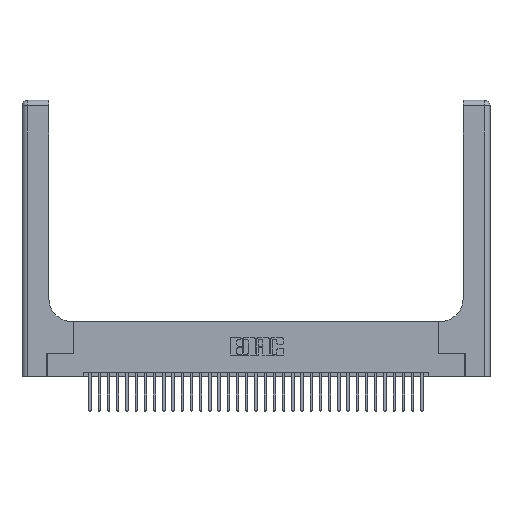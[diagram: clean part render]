
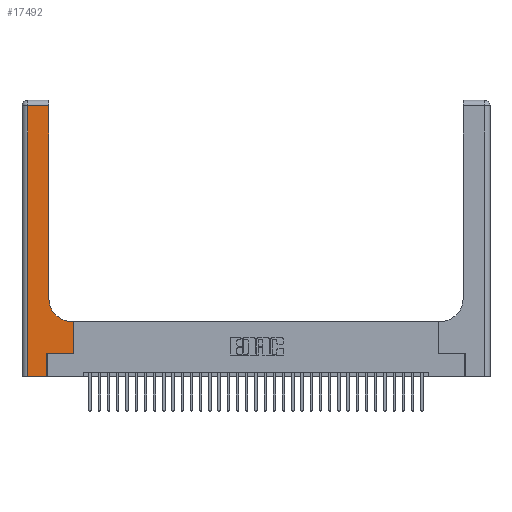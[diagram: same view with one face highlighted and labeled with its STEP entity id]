
A CAD part, top view. The second image highlights one B-rep face of the part: STEP entity #17492.
In plain terms, the highlighted planar face has unit normal (0, 0, 1).
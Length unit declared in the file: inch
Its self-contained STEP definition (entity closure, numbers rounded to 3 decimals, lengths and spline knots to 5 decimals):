
#1100 = EDGE_CURVE ( 'NONE', #18659, #25937, #11415, .T. ) ;
#2158 = VECTOR ( 'NONE', #19505, 39.37008 ) ;
#2409 = VECTOR ( 'NONE', #27079, 39.37008 ) ;
#2478 = LINE ( 'NONE', #29320, #22212 ) ;
#2678 = ORIENTED_EDGE ( 'NONE', *, *, #10554, .T. ) ;
#2697 = VERTEX_POINT ( 'NONE', #24319 ) ;
#2862 = LINE ( 'NONE', #4224, #30299 ) ;
#3698 = CARTESIAN_POINT ( 'NONE',  ( 0.269, 0.25, 0.37 ) ) ;
#3741 = VERTEX_POINT ( 'NONE', #4524 ) ;
#3898 = DIRECTION ( 'NONE',  ( 1., 0., 0. ) ) ;
#4224 = CARTESIAN_POINT ( 'NONE',  ( 0.2915, 3., 0.37 ) ) ;
#4434 = VECTOR ( 'NONE', #12030, 39.37008 ) ;
#4524 = CARTESIAN_POINT ( 'NONE',  ( 0.5415, 0.6, 0.37 ) ) ;
#4754 = AXIS2_PLACEMENT_3D ( 'NONE', #33267, #9278, #19794 ) ;
#4986 = ORIENTED_EDGE ( 'NONE', *, *, #14174, .T. ) ;
#5624 = LINE ( 'NONE', #3698, #22888 ) ;
#6813 = AXIS2_PLACEMENT_3D ( 'NONE', #20582, #23028, #12526 ) ;
#7826 = VERTEX_POINT ( 'NONE', #20181 ) ;
#8263 = EDGE_CURVE ( 'NONE', #31559, #23489, #2478, .T. ) ;
#8441 = DIRECTION ( 'NONE',  ( 0., -1., 0. ) ) ;
#9278 = DIRECTION ( 'NONE',  ( 0., 0., -1. ) ) ;
#9691 = LINE ( 'NONE', #17010, #2158 ) ;
#10554 = EDGE_CURVE ( 'NONE', #2697, #31559, #5624, .T. ) ;
#10938 = CARTESIAN_POINT ( 'NONE',  ( 0.5585, 0.6, 0.37 ) ) ;
#11415 = LINE ( 'NONE', #12127, #14834 ) ;
#11937 = EDGE_LOOP ( 'NONE', ( #4986, #22525, #23745, #20419, #12365, #2678, #34928, #34782, #19967 ) ) ;
#12030 = DIRECTION ( 'NONE',  ( -1., 0., 0. ) ) ;
#12127 = CARTESIAN_POINT ( 'NONE',  ( 0., 0., 0.37 ) ) ;
#12365 = ORIENTED_EDGE ( 'NONE', *, *, #21089, .T. ) ;
#12526 = DIRECTION ( 'NONE',  ( -1., 0., 0. ) ) ;
#13305 = LINE ( 'NONE', #32354, #2409 ) ;
#13573 = FACE_OUTER_BOUND ( 'NONE', #11937, .T. ) ;
#14006 = VERTEX_POINT ( 'NONE', #15995 ) ;
#14174 = EDGE_CURVE ( 'NONE', #14006, #7826, #2862, .T. ) ;
#14834 = VECTOR ( 'NONE', #3898, 39.37008 ) ;
#15886 = CIRCLE ( 'NONE', #4754, 0.25 ) ;
#15995 = CARTESIAN_POINT ( 'NONE',  ( 0.2915, 0.85, 0.37 ) ) ;
#16492 = EDGE_CURVE ( 'NONE', #23489, #3741, #21324, .T. ) ;
#16996 = VERTEX_POINT ( 'NONE', #18415 ) ;
#17010 = CARTESIAN_POINT ( 'NONE',  ( 0., 2.94, 0.37 ) ) ;
#17492 = ADVANCED_FACE ( 'NONE', ( #13573 ), #20467, .F. ) ;
#18415 = CARTESIAN_POINT ( 'NONE',  ( 0.06, 2.94, 0.37 ) ) ;
#18659 = VERTEX_POINT ( 'NONE', #28940 ) ;
#19086 = CARTESIAN_POINT ( 'NONE',  ( 0.06, 3., 0.37 ) ) ;
#19505 = DIRECTION ( 'NONE',  ( -1., 0., 0. ) ) ;
#19794 = DIRECTION ( 'NONE',  ( 1., 0., 0. ) ) ;
#19967 = ORIENTED_EDGE ( 'NONE', *, *, #28021, .T. ) ;
#20181 = CARTESIAN_POINT ( 'NONE',  ( 0.2915, 2.94, 0.37 ) ) ;
#20419 = ORIENTED_EDGE ( 'NONE', *, *, #1100, .T. ) ;
#20467 = PLANE ( 'NONE',  #6813 ) ;
#20582 = CARTESIAN_POINT ( 'NONE',  ( 0., 3., 0.37 ) ) ;
#20912 = DIRECTION ( 'NONE',  ( 0., 1., 0. ) ) ;
#21089 = EDGE_CURVE ( 'NONE', #25937, #2697, #13305, .T. ) ;
#21219 = EDGE_CURVE ( 'NONE', #16996, #18659, #29355, .T. ) ;
#21324 = LINE ( 'NONE', #22782, #4434 ) ;
#22113 = VECTOR ( 'NONE', #8441, 39.37008 ) ;
#22212 = VECTOR ( 'NONE', #20912, 39.37008 ) ;
#22525 = ORIENTED_EDGE ( 'NONE', *, *, #26082, .T. ) ;
#22782 = CARTESIAN_POINT ( 'NONE',  ( 0.2915, 0.6, 0.37 ) ) ;
#22888 = VECTOR ( 'NONE', #30141, 39.37008 ) ;
#23028 = DIRECTION ( 'NONE',  ( 0., 0., -1. ) ) ;
#23489 = VERTEX_POINT ( 'NONE', #10938 ) ;
#23745 = ORIENTED_EDGE ( 'NONE', *, *, #21219, .T. ) ;
#24004 = CARTESIAN_POINT ( 'NONE',  ( 0.269, 0., 0.37 ) ) ;
#24319 = CARTESIAN_POINT ( 'NONE',  ( 0.269, 0.25, 0.37 ) ) ;
#25937 = VERTEX_POINT ( 'NONE', #24004 ) ;
#26082 = EDGE_CURVE ( 'NONE', #7826, #16996, #9691, .T. ) ;
#27079 = DIRECTION ( 'NONE',  ( 0., 1., 0. ) ) ;
#27529 = CARTESIAN_POINT ( 'NONE',  ( 0.5585, 0.25, 0.37 ) ) ;
#28021 = EDGE_CURVE ( 'NONE', #3741, #14006, #15886, .T. ) ;
#28940 = CARTESIAN_POINT ( 'NONE',  ( 0.06, 0., 0.37 ) ) ;
#29320 = CARTESIAN_POINT ( 'NONE',  ( 0.5585, 0.25, 0.37 ) ) ;
#29355 = LINE ( 'NONE', #19086, #22113 ) ;
#30141 = DIRECTION ( 'NONE',  ( 1., 0., 0. ) ) ;
#30299 = VECTOR ( 'NONE', #30890, 39.37008 ) ;
#30890 = DIRECTION ( 'NONE',  ( 0., 1., 0. ) ) ;
#31559 = VERTEX_POINT ( 'NONE', #27529 ) ;
#32354 = CARTESIAN_POINT ( 'NONE',  ( 0.269, 0., 0.37 ) ) ;
#33267 = CARTESIAN_POINT ( 'NONE',  ( 0.5415, 0.85, 0.37 ) ) ;
#34782 = ORIENTED_EDGE ( 'NONE', *, *, #16492, .T. ) ;
#34928 = ORIENTED_EDGE ( 'NONE', *, *, #8263, .T. ) ;
